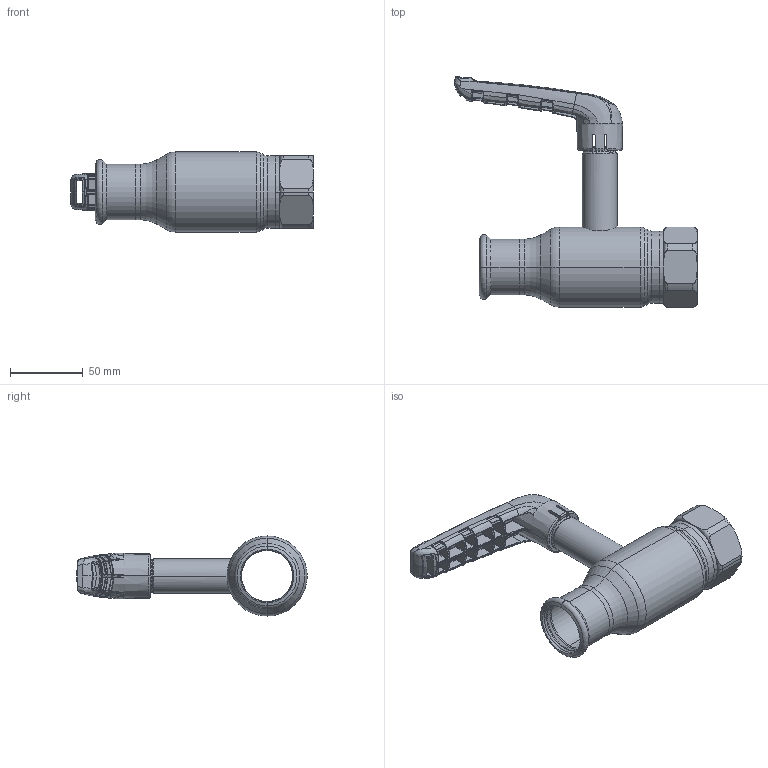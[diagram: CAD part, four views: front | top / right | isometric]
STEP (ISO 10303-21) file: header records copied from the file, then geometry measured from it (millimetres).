
FILE_DESCRIPTION (( 'STEP AP214' ), '1' );
FILE_NAME ('XPR21001 DN32 G1 14 x 35.step', '2018-09-25T10:38:40', ( '' ), ( '' ), 'SwSTEP 2.0', 'SolidWorks 2017', '' );
FILE_SCHEMA (( 'AUTOMOTIVE_DESIGN' ));
Length unit declared in the file: millimetre
Products named in the file (1): XPR21001 DN32 G1 14 x 35
Bounding box: 166.57 x 158.06 x 55 mm (x, y, z)
Surface area: 54296.7 mm2 (no closed solid volume)
Topology: 0 solids, 9 shells, 721 faces, 2432 edges, 1615 vertices
Faces by surface type: bspline 560, plane 53, cylinder 43, torus 30, cone 27, sphere 8
Entity records: 58096 total; most frequent: CARTESIAN_POINT 34801, ORIENTED_EDGE 3903, EDGE_CURVE 2414, B_SPLINE_CURVE_WITH_KNOTS 1703, VERTEX_POINT 1607, DIRECTION 1589, EDGE_LOOP 742, UNCERTAINTY_MEASURE_WITH_UNIT 723
